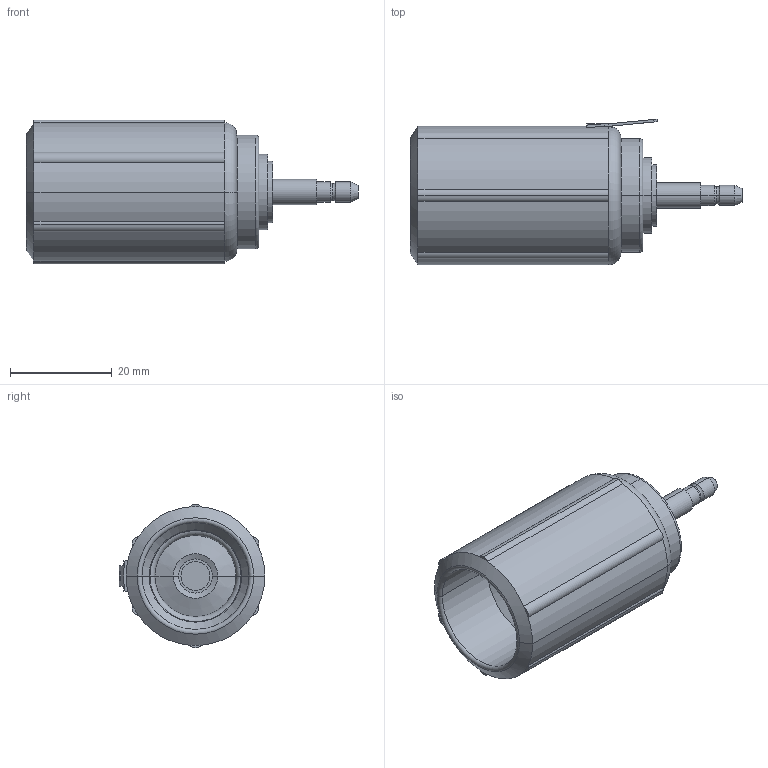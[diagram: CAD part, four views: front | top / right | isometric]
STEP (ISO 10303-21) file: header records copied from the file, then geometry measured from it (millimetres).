
FILE_DESCRIPTION (( 'STEP AP214' ), '1' );
FILE_NAME ('ZA2050.STEP', '2020-02-12T00:53:56', ( '' ), ( '' ), 'SwSTEP 2.0', 'SolidWorks 2017', '' );
FILE_SCHEMA (( 'AUTOMOTIVE_DESIGN' ));
Length unit declared in the file: millimetre
Products named in the file (1): ZA2050
Bounding box: 65.24 x 28.63 x 28.28 mm (x, y, z)
Volume: 8513.4 mm3; surface area: 13443.2 mm2
Topology: 2 solids, 2 shells, 150 faces, 321 edges, 182 vertices
Faces by surface type: cylinder 43, plane 41, cone 34, torus 30, bspline 2
Entity records: 4094 total; most frequent: DIRECTION 805, CARTESIAN_POINT 688, ORIENTED_EDGE 642, AXIS2_PLACEMENT_3D 339, EDGE_CURVE 321, CIRCLE 190, VERTEX_POINT 182, EDGE_LOOP 159
